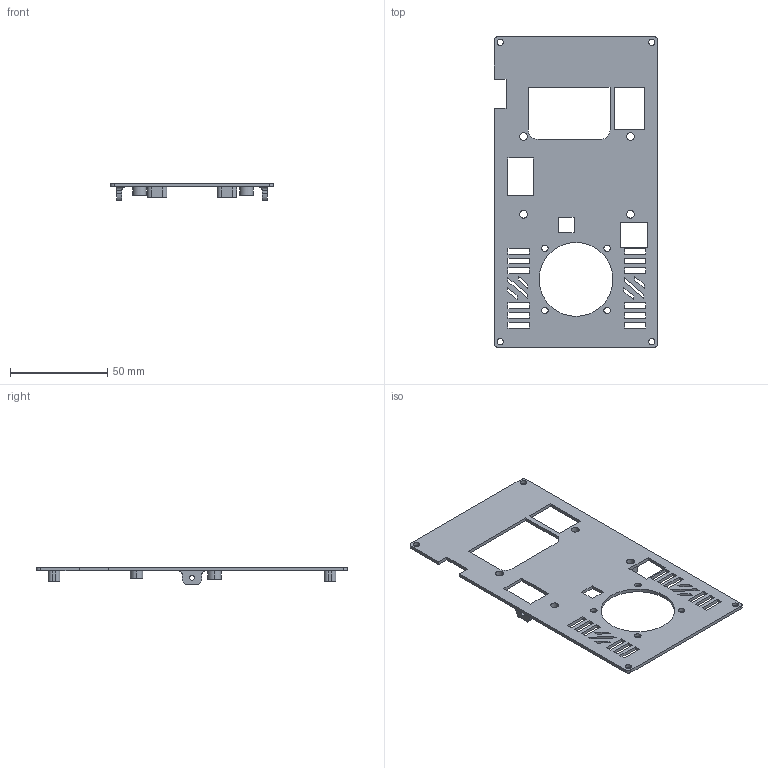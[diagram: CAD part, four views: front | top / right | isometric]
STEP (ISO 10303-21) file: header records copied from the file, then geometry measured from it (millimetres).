
FILE_DESCRIPTION (( 'STEP AP214' ), '1' );
FILE_NAME ('ºó¸Ç-voron_20250711.STEP', '2025-07-11T14:35:53', ( '' ), ( '' ), 'SwSTEP 2.0', 'SolidWorks 2018', '' );
FILE_SCHEMA (( 'AUTOMOTIVE_DESIGN' ));
Length unit declared in the file: millimetre
Products named in the file (1): 綴裔-voron_20250711
Bounding box: 84 x 160 x 8.7 mm (x, y, z)
Volume: 18397.4 mm3; surface area: 23506.9 mm2
Topology: 1 solids, 1 shells, 206 faces, 581 edges, 386 vertices
Faces by surface type: plane 136, cylinder 70
Entity records: 6833 total; most frequent: CARTESIAN_POINT 1186, ORIENTED_EDGE 1162, DIRECTION 1125, EDGE_CURVE 581, LINE 443, VECTOR 443, VERTEX_POINT 386, AXIS2_PLACEMENT_3D 341
